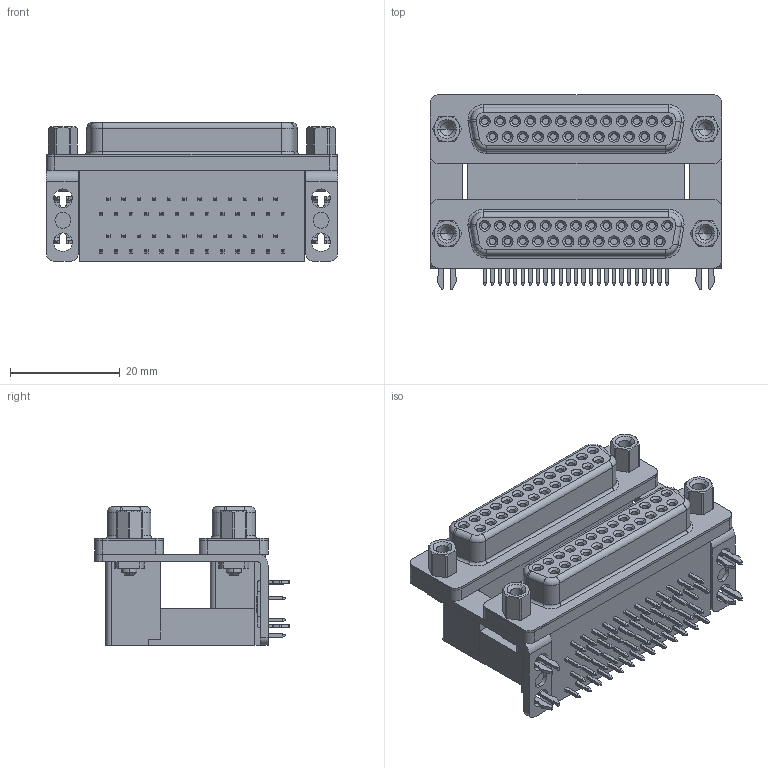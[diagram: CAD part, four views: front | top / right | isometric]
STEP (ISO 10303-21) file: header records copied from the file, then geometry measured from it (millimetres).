
FILE_DESCRIPTION (( 'STEP AP214' ), '1' );
FILE_NAME ('K42X-B25S-S-A4NJ_rA3.STEP', '2013-12-06T17:18:25', ( '' ), ( '' ), 'SwSTEP 2.0', 'SolidWorks 2012', '' );
FILE_SCHEMA (( 'AUTOMOTIVE_DESIGN' ));
Length unit declared in the file: millimetre
Products named in the file (1): K42X-B25S-S-A4NJ_rA3
Bounding box: 53.04 x 35.45 x 25.3 mm (x, y, z)
Volume: 23702.6 mm3; surface area: 11334.2 mm2
Topology: 1 solids, 1 shells, 1198 faces, 2762 edges, 1688 vertices
Faces by surface type: plane 690, cylinder 312, cone 168, torus 28
Entity records: 36866 total; most frequent: CARTESIAN_POINT 5913, DIRECTION 5908, ORIENTED_EDGE 5508, EDGE_CURVE 2754, AXIS2_PLACEMENT_3D 2003, LINE 1902, VECTOR 1902, VERTEX_POINT 1688
